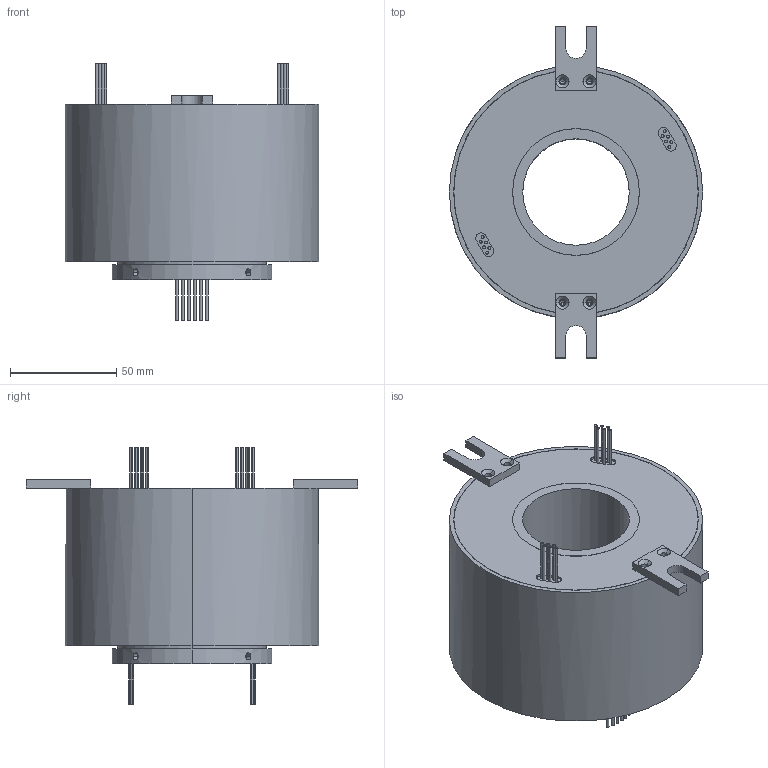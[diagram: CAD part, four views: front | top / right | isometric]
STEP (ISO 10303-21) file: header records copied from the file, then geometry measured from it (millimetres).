
FILE_DESCRIPTION (( 'STEP AP203' ), '1' );
FILE_NAME ('RT50119-S12.STEP', '2020-07-17T03:28:10', ( 'gongcheng1' ), ( '' ), 'SwSTEP 2.0', 'SolidWorks 2014', '' );
FILE_SCHEMA (( 'CONFIG_CONTROL_DESIGN' ));
Length unit declared in the file: millimetre
Products named in the file (1): RT50119-S12
Bounding box: 119 x 156 x 120.6 mm (x, y, z)
Volume: 700884.7 mm3; surface area: 74366.2 mm2
Topology: 1 solids, 1 shells, 206 faces, 500 edges, 320 vertices
Faces by surface type: cylinder 118, plane 72, cone 16
Entity records: 6765 total; most frequent: CARTESIAN_POINT 1699, DIRECTION 1106, ORIENTED_EDGE 984, EDGE_CURVE 492, AXIS2_PLACEMENT_3D 447, VERTEX_POINT 320, EDGE_LOOP 260, CIRCLE 240
